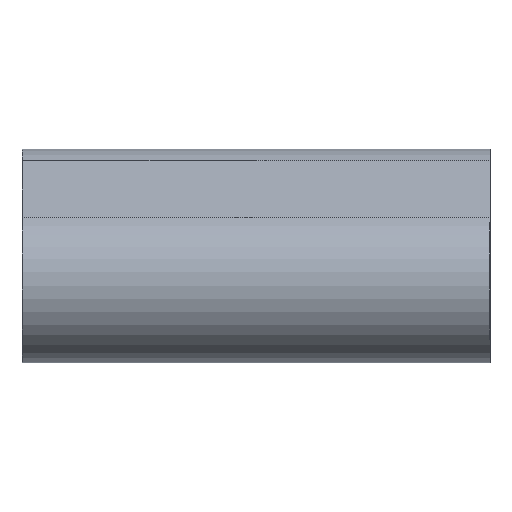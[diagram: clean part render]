
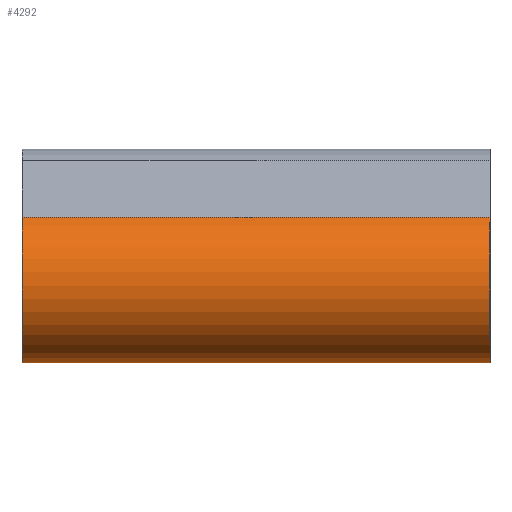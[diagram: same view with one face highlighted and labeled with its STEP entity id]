
A CAD part, left-side view. The second image highlights one B-rep face of the part: STEP entity #4292.
In plain terms, the highlighted cylindrical face has radius 11.45 mm (diameter 22.9 mm), a partial arc.
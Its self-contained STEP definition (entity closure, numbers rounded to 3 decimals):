
#550 = CARTESIAN_POINT ( 'NONE',  ( -3.472, 68., 16.56 ) ) ;
#555 = DIRECTION ( 'NONE',  ( 0., 0., 1. ) ) ;
#631 = DIRECTION ( 'NONE',  ( 0., -1., 0. ) ) ;
#650 = LINE ( 'NONE', #1541, #2433 ) ;
#840 = ORIENTED_EDGE ( 'NONE', *, *, #1160, .F. ) ;
#925 = VERTEX_POINT ( 'NONE', #4754 ) ;
#953 = LINE ( 'NONE', #550, #5245 ) ;
#1004 = DIRECTION ( 'NONE',  ( 0., -1., 0. ) ) ;
#1160 = EDGE_CURVE ( 'NONE', #1527, #3428, #4992, .T. ) ;
#1527 = VERTEX_POINT ( 'NONE', #4418 ) ;
#1541 = CARTESIAN_POINT ( 'NONE',  ( 2.626, 68., -4.582 ) ) ;
#1790 = DIRECTION ( 'NONE',  ( 0., 0., -1. ) ) ;
#2004 = ORIENTED_EDGE ( 'NONE', *, *, #4338, .F. ) ;
#2115 = AXIS2_PLACEMENT_3D ( 'NONE', #4363, #4716, #555 ) ;
#2433 = VECTOR ( 'NONE', #4431, 1000. ) ;
#2458 = ORIENTED_EDGE ( 'NONE', *, *, #2589, .T. ) ;
#2589 = EDGE_CURVE ( 'NONE', #925, #4817, #3516, .T. ) ;
#2825 = DIRECTION ( 'NONE',  ( 0., 0., 1. ) ) ;
#2847 = CARTESIAN_POINT ( 'NONE',  ( 2.626, 68., 6.868 ) ) ;
#2887 = AXIS2_PLACEMENT_3D ( 'NONE', #2847, #4530, #2825 ) ;
#3219 = CARTESIAN_POINT ( 'NONE',  ( -3.472, 0., 16.56 ) ) ;
#3220 = AXIS2_PLACEMENT_3D ( 'NONE', #4310, #1004, #1790 ) ;
#3428 = VERTEX_POINT ( 'NONE', #4806 ) ;
#3516 = CIRCLE ( 'NONE', #2115, 11.45 ) ;
#3918 = CYLINDRICAL_SURFACE ( 'NONE', #3220, 11.45 ) ;
#4270 = EDGE_LOOP ( 'NONE', ( #840, #5210, #2458, #2004 ) ) ;
#4292 = ADVANCED_FACE ( 'NONE', ( #4740 ), #3918, .T. ) ;
#4310 = CARTESIAN_POINT ( 'NONE',  ( 2.626, 68., 6.868 ) ) ;
#4338 = EDGE_CURVE ( 'NONE', #3428, #4817, #953, .T. ) ;
#4363 = CARTESIAN_POINT ( 'NONE',  ( 2.626, 0., 6.868 ) ) ;
#4418 = CARTESIAN_POINT ( 'NONE',  ( 2.626, 68., -4.582 ) ) ;
#4431 = DIRECTION ( 'NONE',  ( 0., -1., 0. ) ) ;
#4530 = DIRECTION ( 'NONE',  ( 0., 1., 0. ) ) ;
#4716 = DIRECTION ( 'NONE',  ( 0., 1., 0. ) ) ;
#4740 = FACE_OUTER_BOUND ( 'NONE', #4270, .T. ) ;
#4754 = CARTESIAN_POINT ( 'NONE',  ( 2.626, 0., -4.582 ) ) ;
#4806 = CARTESIAN_POINT ( 'NONE',  ( -3.472, 68., 16.56 ) ) ;
#4807 = EDGE_CURVE ( 'NONE', #1527, #925, #650, .T. ) ;
#4817 = VERTEX_POINT ( 'NONE', #3219 ) ;
#4992 = CIRCLE ( 'NONE', #2887, 11.45 ) ;
#5210 = ORIENTED_EDGE ( 'NONE', *, *, #4807, .T. ) ;
#5245 = VECTOR ( 'NONE', #631, 1000. ) ;
